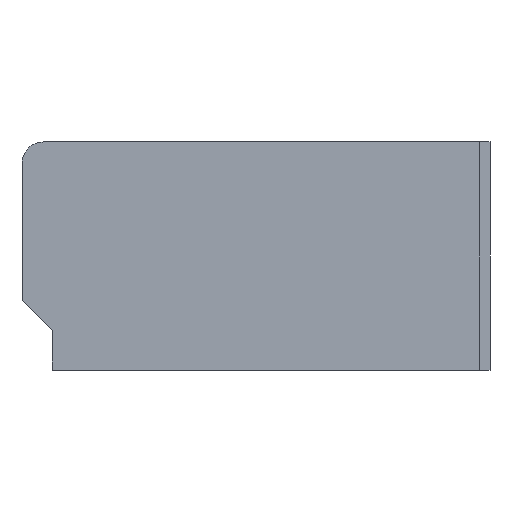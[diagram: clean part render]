
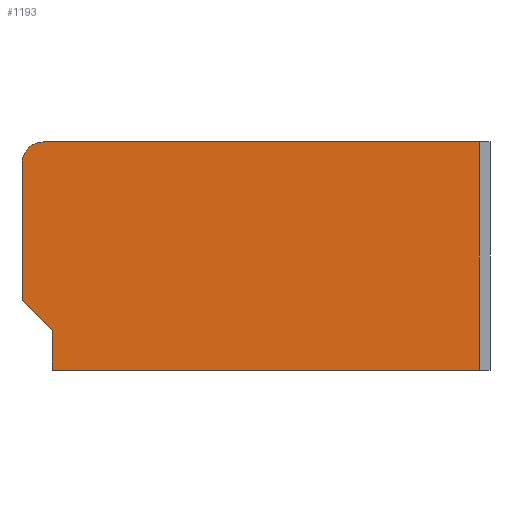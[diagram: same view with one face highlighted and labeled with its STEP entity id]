
A CAD part, front view. The second image highlights one B-rep face of the part: STEP entity #1193.
In plain terms, the highlighted planar face has unit normal (0, -1, 0).
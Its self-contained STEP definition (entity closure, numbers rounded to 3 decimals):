
#82=CARTESIAN_POINT('',(-5.02,10.301,2.));
#83=VERTEX_POINT('',#82);
#90=CARTESIAN_POINT('',(-6.2,10.301,2.));
#91=VERTEX_POINT('',#90);
#92=CARTESIAN_POINT('',(-5.02,10.3,2.));
#93=DIRECTION('',(-1.,0.,0.));
#94=VECTOR('',#93,1.18);
#95=LINE('',#92,#94);
#96=EDGE_CURVE('',#83,#91,#95,.T.);
#538=CARTESIAN_POINT('',(-87.2,10.3,45.));
#539=VERTEX_POINT('',#538);
#546=CARTESIAN_POINT('',(-6.1,10.3,45.));
#547=VERTEX_POINT('',#546);
#548=CARTESIAN_POINT('',(-87.2,10.3,45.));
#549=DIRECTION('',(1.,0.,-0.));
#550=VECTOR('',#549,81.1);
#551=LINE('',#548,#550);
#552=EDGE_CURVE('',#539,#547,#551,.T.);
#554=CARTESIAN_POINT('',(-5.02,10.301,45.));
#555=VERTEX_POINT('',#554);
#556=CARTESIAN_POINT('',(-5.02,10.3,45.));
#557=DIRECTION('',(-1.,-0.,0.));
#558=VECTOR('',#557,1.08);
#559=LINE('',#556,#558);
#560=EDGE_CURVE('',#555,#547,#559,.T.);
#641=CARTESIAN_POINT('',(-5.02,10.301,45.));
#642=DIRECTION('',(-0.,-0.,-1.));
#643=VECTOR('',#642,43.);
#644=LINE('',#641,#643);
#645=EDGE_CURVE('',#555,#83,#644,.T.);
#1143=CARTESIAN_POINT('',(0.,10.3,0.));
#1144=DIRECTION('',(0.,-1.,0.));
#1145=DIRECTION('',(1.,0.,0.));
#1146=AXIS2_PLACEMENT_3D('',#1143,#1144,#1145);
#1147=PLANE('',#1146);
#1148=ORIENTED_EDGE('',*,*,#645,.F.);
#1149=ORIENTED_EDGE('',*,*,#560,.T.);
#1150=ORIENTED_EDGE('',*,*,#552,.F.);
#1151=CARTESIAN_POINT('',(-91.197,10.3,41.155));
#1152=VERTEX_POINT('',#1151);
#1153=CARTESIAN_POINT('',(-87.2,10.3,41.));
#1154=DIRECTION('',(0.,-1.,0.));
#1155=DIRECTION('',(0.,0.,-1.));
#1156=AXIS2_PLACEMENT_3D('',#1153,#1154,#1155);
#1157=CIRCLE('',#1156,4.);
#1158=EDGE_CURVE('',#539,#1152,#1157,.T.);
#1159=ORIENTED_EDGE('',*,*,#1158,.T.);
#1160=CARTESIAN_POINT('',(-91.197,10.3,15.033));
#1161=VERTEX_POINT('',#1160);
#1162=CARTESIAN_POINT('',(-91.197,10.3,41.155));
#1163=DIRECTION('',(0.,0.,-1.));
#1164=VECTOR('',#1163,26.122);
#1165=LINE('',#1162,#1164);
#1166=EDGE_CURVE('',#1152,#1161,#1165,.T.);
#1167=ORIENTED_EDGE('',*,*,#1166,.T.);
#1168=CARTESIAN_POINT('',(-85.499,10.3,9.425));
#1169=VERTEX_POINT('',#1168);
#1170=CARTESIAN_POINT('',(-85.499,10.3,9.425));
#1171=DIRECTION('',(-0.713,0.,0.701));
#1172=VECTOR('',#1171,7.994);
#1173=LINE('',#1170,#1172);
#1174=EDGE_CURVE('',#1169,#1161,#1173,.T.);
#1175=ORIENTED_EDGE('',*,*,#1174,.F.);
#1176=CARTESIAN_POINT('',(-85.499,10.3,2.));
#1177=VERTEX_POINT('',#1176);
#1178=CARTESIAN_POINT('',(-85.499,10.3,2.));
#1179=DIRECTION('',(-0.,0.,1.));
#1180=VECTOR('',#1179,7.425);
#1181=LINE('',#1178,#1180);
#1182=EDGE_CURVE('',#1177,#1169,#1181,.T.);
#1183=ORIENTED_EDGE('',*,*,#1182,.F.);
#1184=CARTESIAN_POINT('',(-6.2,10.3,2.));
#1185=DIRECTION('',(-1.,-0.,-0.));
#1186=VECTOR('',#1185,79.299);
#1187=LINE('',#1184,#1186);
#1188=EDGE_CURVE('',#91,#1177,#1187,.T.);
#1189=ORIENTED_EDGE('',*,*,#1188,.F.);
#1190=ORIENTED_EDGE('',*,*,#96,.F.);
#1191=EDGE_LOOP('',(#1148,#1149,#1150,#1159,#1167,#1175,#1183,#1189,#1190));
#1192=FACE_BOUND('',#1191,.T.);
#1193=ADVANCED_FACE('',(#1192),#1147,.T.);
